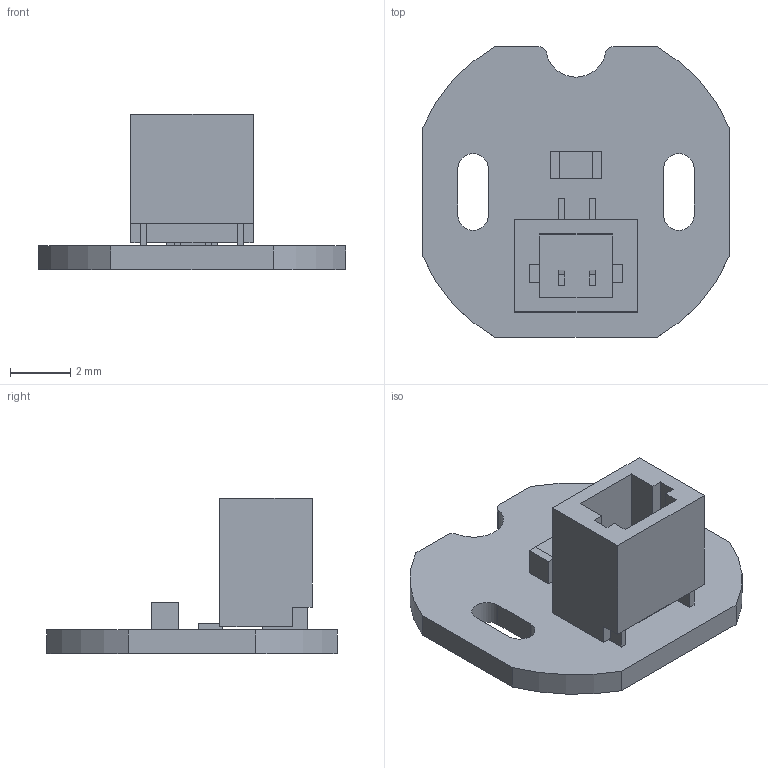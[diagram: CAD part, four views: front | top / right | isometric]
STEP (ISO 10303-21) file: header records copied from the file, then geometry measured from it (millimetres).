
FILE_DESCRIPTION (( 'STEP AP214' ), '1' );
FILE_NAME ('con02a_top_entry.STEP', '2025-03-20T22:59:46', ( '' ), ( '' ), 'SwSTEP 2.0', 'SolidWorks 2025', '' );
FILE_SCHEMA (( 'AUTOMOTIVE_DESIGN' ));
Length unit declared in the file: millimetre
Products named in the file (1): con02a_top_entry
Bounding box: 10.16 x 9.6 x 5.14 mm (x, y, z)
Volume: 100.7 mm3; surface area: 325 mm2
Topology: 1 solids, 1 shells, 467 faces, 1262 edges, 840 vertices
Faces by surface type: plane 271, bspline 185, cylinder 11
Entity records: 26682 total; most frequent: CARTESIAN_POINT 11013, ORIENTED_EDGE 2524, DIRECTION 1474, EDGE_CURVE 1262, VECTOR 864, LINE 864, VERTEX_POINT 840, EDGE_LOOP 520
